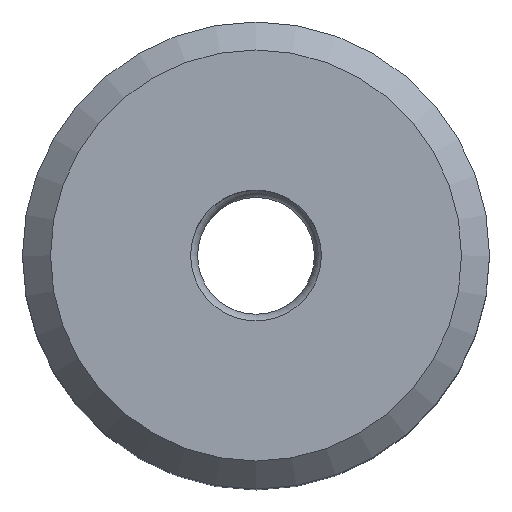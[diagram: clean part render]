
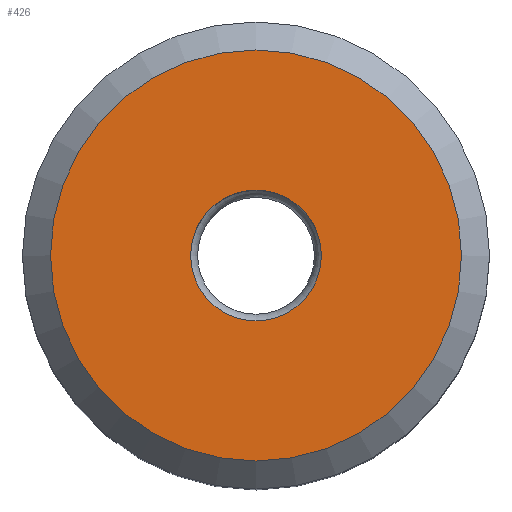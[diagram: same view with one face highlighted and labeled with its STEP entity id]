
A CAD part, top view. The second image highlights one B-rep face of the part: STEP entity #426.
In plain terms, the highlighted planar face has unit normal (0, 0, 1).
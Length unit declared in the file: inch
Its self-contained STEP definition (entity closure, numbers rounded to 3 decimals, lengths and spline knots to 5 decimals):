
#31=PLANE('',#516);
#74=FACE_BOUND('',#174,.T.);
#108=FACE_OUTER_BOUND('',#173,.T.);
#173=EDGE_LOOP('',(#343));
#174=EDGE_LOOP('',(#344));
#210=CIRCLE('',#513,0.22);
#212=CIRCLE('',#517,0.07);
#244=VERTEX_POINT('',#751);
#246=VERTEX_POINT('',#757);
#278=EDGE_CURVE('',#244,#244,#210,.T.);
#280=EDGE_CURVE('',#246,#246,#212,.T.);
#343=ORIENTED_EDGE('',*,*,#278,.F.);
#344=ORIENTED_EDGE('',*,*,#280,.T.);
#426=ADVANCED_FACE('',(#108,#74),#31,.T.);
#513=AXIS2_PLACEMENT_3D('',#752,#644,#645);
#516=AXIS2_PLACEMENT_3D('',#756,#650,#651);
#517=AXIS2_PLACEMENT_3D('',#758,#652,#653);
#644=DIRECTION('center_axis',(0.,0.,-1.));
#645=DIRECTION('ref_axis',(-1.,0.,0.));
#650=DIRECTION('center_axis',(0.,0.,1.));
#651=DIRECTION('ref_axis',(-1.,0.,0.));
#652=DIRECTION('center_axis',(0.,0.,-1.));
#653=DIRECTION('ref_axis',(-1.,0.,0.));
#751=CARTESIAN_POINT('',(0.22,0.,1.317));
#752=CARTESIAN_POINT('Origin',(0.,0.,1.317));
#756=CARTESIAN_POINT('Origin',(0.,0.,1.317));
#757=CARTESIAN_POINT('',(0.07,0.,1.317));
#758=CARTESIAN_POINT('Origin',(0.,0.,1.317));
